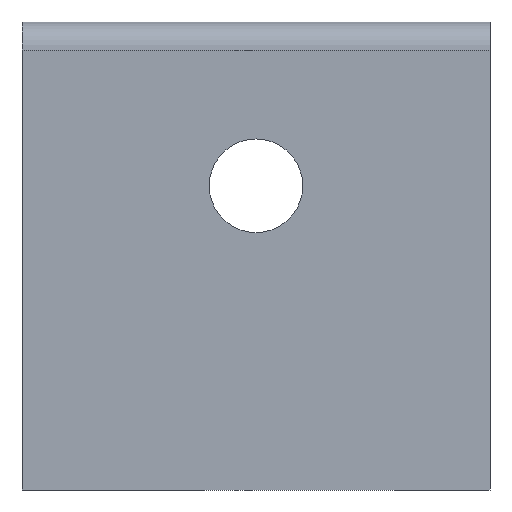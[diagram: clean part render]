
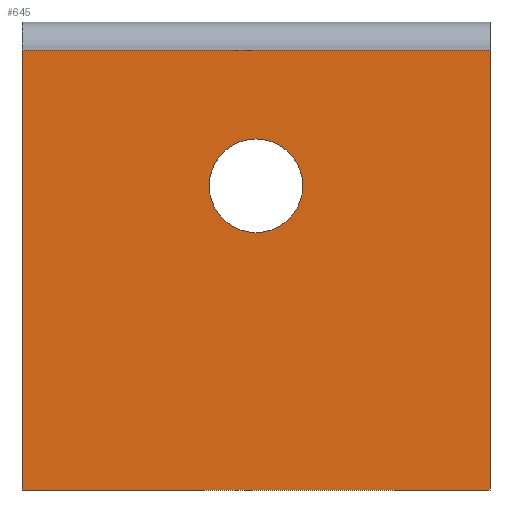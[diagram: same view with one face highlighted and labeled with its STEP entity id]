
A CAD part, left-side view. The second image highlights one B-rep face of the part: STEP entity #645.
In plain terms, the highlighted planar face has unit normal (-1, 0, 0).
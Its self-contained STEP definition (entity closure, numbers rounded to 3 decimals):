
#44 = CYLINDRICAL_SURFACE('',#45,3.);
#45 = AXIS2_PLACEMENT_3D('',#46,#47,#48);
#46 = CARTESIAN_POINT('',(3.,0.,47.));
#47 = DIRECTION('',(0.,1.,0.));
#48 = DIRECTION('',(1.,0.,0.));
#71 = PLANE('',#72);
#72 = AXIS2_PLACEMENT_3D('',#73,#74,#75);
#73 = CARTESIAN_POINT('',(14.136,-50.,18.886));
#74 = DIRECTION('',(0.,1.,0.));
#75 = DIRECTION('',(0.,0.,1.));
#125 = PLANE('',#126);
#126 = AXIS2_PLACEMENT_3D('',#127,#128,#129);
#127 = CARTESIAN_POINT('',(14.136,0.,18.886));
#128 = DIRECTION('',(0.,1.,0.));
#129 = DIRECTION('',(0.,0.,1.));
#142 = VERTEX_POINT('',#143);
#143 = CARTESIAN_POINT('',(0.,-50.,47.));
#168 = EDGE_CURVE('',#169,#142,#171,.T.);
#169 = VERTEX_POINT('',#170);
#170 = CARTESIAN_POINT('',(0.,0.,47.));
#171 = SURFACE_CURVE('',#172,(#176,#182),.PCURVE_S1.);
#172 = LINE('',#173,#174);
#173 = CARTESIAN_POINT('',(0.,0.,47.));
#174 = VECTOR('',#175,1.);
#175 = DIRECTION('',(0.,-1.,0.));
#176 = PCURVE('',#44,#177);
#177 = DEFINITIONAL_REPRESENTATION('',(#178),#181);
#178 = B_SPLINE_CURVE_WITH_KNOTS('',1,(#179,#180),.UNSPECIFIED.,.F.,.F.,
  (2,2),(0.,50.),.PIECEWISE_BEZIER_KNOTS.);
#179 = CARTESIAN_POINT('',(-3.142,0.));
#180 = CARTESIAN_POINT('',(-3.142,-50.));
#181 = ( GEOMETRIC_REPRESENTATION_CONTEXT(2) 
PARAMETRIC_REPRESENTATION_CONTEXT() REPRESENTATION_CONTEXT('2D SPACE',''
  ) );
#182 = PCURVE('',#183,#188);
#183 = PLANE('',#184);
#184 = AXIS2_PLACEMENT_3D('',#185,#186,#187);
#185 = CARTESIAN_POINT('',(0.,0.,0.));
#186 = DIRECTION('',(-1.,0.,0.));
#187 = DIRECTION('',(0.,0.,1.));
#188 = DEFINITIONAL_REPRESENTATION('',(#189),#193);
#189 = LINE('',#190,#191);
#190 = CARTESIAN_POINT('',(47.,0.));
#191 = VECTOR('',#192,1.);
#192 = DIRECTION('',(0.,-1.));
#193 = ( GEOMETRIC_REPRESENTATION_CONTEXT(2) 
PARAMETRIC_REPRESENTATION_CONTEXT() REPRESENTATION_CONTEXT('2D SPACE',''
  ) );
#374 = CYLINDRICAL_SURFACE('',#375,5.);
#375 = AXIS2_PLACEMENT_3D('',#376,#377,#378);
#376 = CARTESIAN_POINT('',(13.,-25.,32.5));
#377 = DIRECTION('',(1.,0.,0.));
#378 = DIRECTION('',(0.,0.,1.));
#474 = VERTEX_POINT('',#475);
#475 = CARTESIAN_POINT('',(0.,0.,0.));
#489 = PLANE('',#490);
#490 = AXIS2_PLACEMENT_3D('',#491,#492,#493);
#491 = CARTESIAN_POINT('',(40.,0.,0.));
#492 = DIRECTION('',(0.,0.,-1.));
#493 = DIRECTION('',(-1.,0.,0.));
#501 = EDGE_CURVE('',#474,#169,#502,.T.);
#502 = SURFACE_CURVE('',#503,(#507,#514),.PCURVE_S1.);
#503 = LINE('',#504,#505);
#504 = CARTESIAN_POINT('',(0.,0.,0.));
#505 = VECTOR('',#506,1.);
#506 = DIRECTION('',(0.,0.,1.));
#507 = PCURVE('',#125,#508);
#508 = DEFINITIONAL_REPRESENTATION('',(#509),#513);
#509 = LINE('',#510,#511);
#510 = CARTESIAN_POINT('',(-18.886,-14.136));
#511 = VECTOR('',#512,1.);
#512 = DIRECTION('',(1.,0.));
#513 = ( GEOMETRIC_REPRESENTATION_CONTEXT(2) 
PARAMETRIC_REPRESENTATION_CONTEXT() REPRESENTATION_CONTEXT('2D SPACE',''
  ) );
#514 = PCURVE('',#183,#515);
#515 = DEFINITIONAL_REPRESENTATION('',(#516),#520);
#516 = LINE('',#517,#518);
#517 = CARTESIAN_POINT('',(0.,0.));
#518 = VECTOR('',#519,1.);
#519 = DIRECTION('',(1.,0.));
#520 = ( GEOMETRIC_REPRESENTATION_CONTEXT(2) 
PARAMETRIC_REPRESENTATION_CONTEXT() REPRESENTATION_CONTEXT('2D SPACE',''
  ) );
#602 = VERTEX_POINT('',#603);
#603 = CARTESIAN_POINT('',(0.,-50.,0.));
#624 = EDGE_CURVE('',#602,#142,#625,.T.);
#625 = SURFACE_CURVE('',#626,(#630,#637),.PCURVE_S1.);
#626 = LINE('',#627,#628);
#627 = CARTESIAN_POINT('',(0.,-50.,0.));
#628 = VECTOR('',#629,1.);
#629 = DIRECTION('',(0.,0.,1.));
#630 = PCURVE('',#71,#631);
#631 = DEFINITIONAL_REPRESENTATION('',(#632),#636);
#632 = LINE('',#633,#634);
#633 = CARTESIAN_POINT('',(-18.886,-14.136));
#634 = VECTOR('',#635,1.);
#635 = DIRECTION('',(1.,0.));
#636 = ( GEOMETRIC_REPRESENTATION_CONTEXT(2) 
PARAMETRIC_REPRESENTATION_CONTEXT() REPRESENTATION_CONTEXT('2D SPACE',''
  ) );
#637 = PCURVE('',#183,#638);
#638 = DEFINITIONAL_REPRESENTATION('',(#639),#643);
#639 = LINE('',#640,#641);
#640 = CARTESIAN_POINT('',(0.,-50.));
#641 = VECTOR('',#642,1.);
#642 = DIRECTION('',(1.,0.));
#643 = ( GEOMETRIC_REPRESENTATION_CONTEXT(2) 
PARAMETRIC_REPRESENTATION_CONTEXT() REPRESENTATION_CONTEXT('2D SPACE',''
  ) );
#645 = ADVANCED_FACE('',(#646,#672),#183,.T.);
#646 = FACE_BOUND('',#647,.T.);
#647 = EDGE_LOOP('',(#648,#669,#670,#671));
#648 = ORIENTED_EDGE('',*,*,#649,.T.);
#649 = EDGE_CURVE('',#474,#602,#650,.T.);
#650 = SURFACE_CURVE('',#651,(#655,#662),.PCURVE_S1.);
#651 = LINE('',#652,#653);
#652 = CARTESIAN_POINT('',(0.,0.,0.));
#653 = VECTOR('',#654,1.);
#654 = DIRECTION('',(0.,-1.,0.));
#655 = PCURVE('',#183,#656);
#656 = DEFINITIONAL_REPRESENTATION('',(#657),#661);
#657 = LINE('',#658,#659);
#658 = CARTESIAN_POINT('',(0.,0.));
#659 = VECTOR('',#660,1.);
#660 = DIRECTION('',(0.,-1.));
#661 = ( GEOMETRIC_REPRESENTATION_CONTEXT(2) 
PARAMETRIC_REPRESENTATION_CONTEXT() REPRESENTATION_CONTEXT('2D SPACE',''
  ) );
#662 = PCURVE('',#489,#663);
#663 = DEFINITIONAL_REPRESENTATION('',(#664),#668);
#664 = LINE('',#665,#666);
#665 = CARTESIAN_POINT('',(40.,0.));
#666 = VECTOR('',#667,1.);
#667 = DIRECTION('',(0.,-1.));
#668 = ( GEOMETRIC_REPRESENTATION_CONTEXT(2) 
PARAMETRIC_REPRESENTATION_CONTEXT() REPRESENTATION_CONTEXT('2D SPACE',''
  ) );
#669 = ORIENTED_EDGE('',*,*,#624,.T.);
#670 = ORIENTED_EDGE('',*,*,#168,.F.);
#671 = ORIENTED_EDGE('',*,*,#501,.F.);
#672 = FACE_BOUND('',#673,.T.);
#673 = EDGE_LOOP('',(#674));
#674 = ORIENTED_EDGE('',*,*,#675,.T.);
#675 = EDGE_CURVE('',#676,#676,#678,.T.);
#676 = VERTEX_POINT('',#677);
#677 = CARTESIAN_POINT('',(0.,-25.,37.5));
#678 = SURFACE_CURVE('',#679,(#684,#695),.PCURVE_S1.);
#679 = CIRCLE('',#680,5.);
#680 = AXIS2_PLACEMENT_3D('',#681,#682,#683);
#681 = CARTESIAN_POINT('',(0.,-25.,32.5));
#682 = DIRECTION('',(1.,0.,0.));
#683 = DIRECTION('',(0.,0.,1.));
#684 = PCURVE('',#183,#685);
#685 = DEFINITIONAL_REPRESENTATION('',(#686),#694);
#686 = ( BOUNDED_CURVE() B_SPLINE_CURVE(2,(#687,#688,#689,#690,#691,#692
,#693),.UNSPECIFIED.,.T.,.F.) B_SPLINE_CURVE_WITH_KNOTS((1,2,2,2,2,1),(
    -2.094,0.,2.094,4.189,6.283,
8.378),.UNSPECIFIED.) CURVE() GEOMETRIC_REPRESENTATION_ITEM() 
RATIONAL_B_SPLINE_CURVE((1.,0.5,1.,0.5,1.,0.5,1.)) REPRESENTATION_ITEM(
  '') );
#687 = CARTESIAN_POINT('',(37.5,-25.));
#688 = CARTESIAN_POINT('',(37.5,-33.66));
#689 = CARTESIAN_POINT('',(30.,-29.33));
#690 = CARTESIAN_POINT('',(22.5,-25.));
#691 = CARTESIAN_POINT('',(30.,-20.67));
#692 = CARTESIAN_POINT('',(37.5,-16.34));
#693 = CARTESIAN_POINT('',(37.5,-25.));
#694 = ( GEOMETRIC_REPRESENTATION_CONTEXT(2) 
PARAMETRIC_REPRESENTATION_CONTEXT() REPRESENTATION_CONTEXT('2D SPACE',''
  ) );
#695 = PCURVE('',#374,#696);
#696 = DEFINITIONAL_REPRESENTATION('',(#697),#700);
#697 = B_SPLINE_CURVE_WITH_KNOTS('',1,(#698,#699),.UNSPECIFIED.,.F.,.F.,
  (2,2),(0.,6.283),.PIECEWISE_BEZIER_KNOTS.);
#698 = CARTESIAN_POINT('',(0.,-13.));
#699 = CARTESIAN_POINT('',(6.283,-13.));
#700 = ( GEOMETRIC_REPRESENTATION_CONTEXT(2) 
PARAMETRIC_REPRESENTATION_CONTEXT() REPRESENTATION_CONTEXT('2D SPACE',''
  ) );
